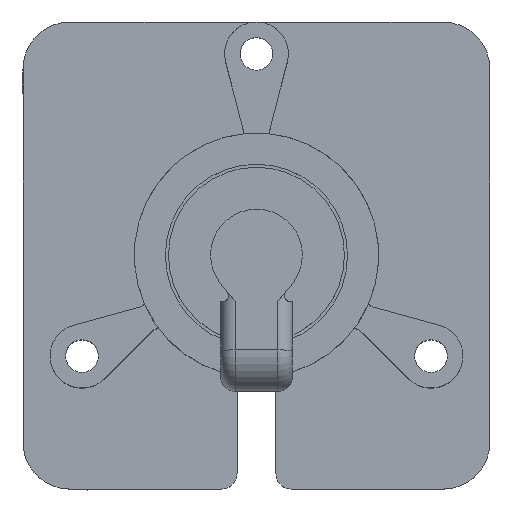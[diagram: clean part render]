
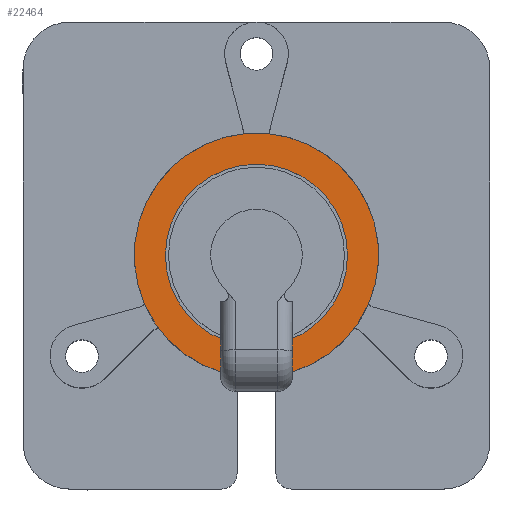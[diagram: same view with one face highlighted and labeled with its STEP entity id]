
A CAD part, top view. The second image highlights one B-rep face of the part: STEP entity #22464.
In plain terms, the highlighted planar face has unit normal (0, 0, 1).
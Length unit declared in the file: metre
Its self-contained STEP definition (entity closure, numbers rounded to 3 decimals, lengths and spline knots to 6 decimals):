
#2284=LINE('',#31959,#3464);
#3464=VECTOR('',#26255,1.);
#4869=ORIENTED_EDGE('',*,*,#11968,.T.);
#4870=ORIENTED_EDGE('',*,*,#11920,.T.);
#4871=ORIENTED_EDGE('',*,*,#12013,.T.);
#4872=ORIENTED_EDGE('',*,*,#11927,.T.);
#4873=ORIENTED_EDGE('',*,*,#12067,.F.);
#11920=EDGE_CURVE('',#15585,#15586,#18040,.F.);
#11927=EDGE_CURVE('',#15593,#15591,#18043,.F.);
#11968=EDGE_CURVE('',#15591,#15585,#18057,.T.);
#12013=EDGE_CURVE('',#15586,#15593,#2284,.T.);
#12067=EDGE_CURVE('',#15680,#15680,#18095,.T.);
#15585=VERTEX_POINT('',#31771);
#15586=VERTEX_POINT('',#31772);
#15591=VERTEX_POINT('',#31784);
#15593=VERTEX_POINT('',#31787);
#15680=VERTEX_POINT('',#32077);
#18040=CIRCLE('',#23795,0.00095);
#18043=CIRCLE('',#23799,0.00095);
#18057=CIRCLE('',#23823,0.00785);
#18095=CIRCLE('',#23904,0.00585);
#19491=EDGE_LOOP('',(#4869,#4870,#4871,#4872));
#19492=EDGE_LOOP('',(#4873));
#20891=FACE_BOUND('',#19491,.T.);
#20892=FACE_BOUND('',#19492,.T.);
#22252=PLANE('',#23903);
#22464=ADVANCED_FACE('',(#20891,#20892),#22252,.T.);
#23795=AXIS2_PLACEMENT_3D('',#31770,#26069,#26070);
#23799=AXIS2_PLACEMENT_3D('',#31786,#26081,#26082);
#23823=AXIS2_PLACEMENT_3D('',#31870,#26156,#26157);
#23903=AXIS2_PLACEMENT_3D('',#32075,#26373,#26374);
#23904=AXIS2_PLACEMENT_3D('',#32076,#26375,#26376);
#26069=DIRECTION('',(0.,0.,1.));
#26070=DIRECTION('',(0.,-1.,0.));
#26081=DIRECTION('',(0.,0.,1.));
#26082=DIRECTION('',(0.,-1.,0.));
#26156=DIRECTION('',(0.,0.,1.));
#26157=DIRECTION('',(0.,-1.,0.));
#26255=DIRECTION('',(1.,0.,0.));
#26373=DIRECTION('',(0.,0.,1.));
#26374=DIRECTION('',(1.,0.,0.));
#26375=DIRECTION('',(0.,0.,1.));
#26376=DIRECTION('',(0.,-1.,0.));
#31770=CARTESIAN_POINT('',(-0.00135,-0.0078,0.015067));
#31771=CARTESIAN_POINT('',(-0.002257,-0.007518,0.015067));
#31772=CARTESIAN_POINT('',(-0.00135,-0.00685,0.015067));
#31784=CARTESIAN_POINT('',(0.002257,-0.007518,0.015067));
#31786=CARTESIAN_POINT('',(0.00135,-0.0078,0.015067));
#31787=CARTESIAN_POINT('',(0.00135,-0.00685,0.015067));
#31870=CARTESIAN_POINT('',(0.,0.,0.015067));
#31959=CARTESIAN_POINT('',(0.,-0.00685,0.015067));
#32075=CARTESIAN_POINT('',(0.,0.,0.015067));
#32076=CARTESIAN_POINT('',(0.,0.,0.015067));
#32077=CARTESIAN_POINT('',(0.,-0.00585,0.015067));
